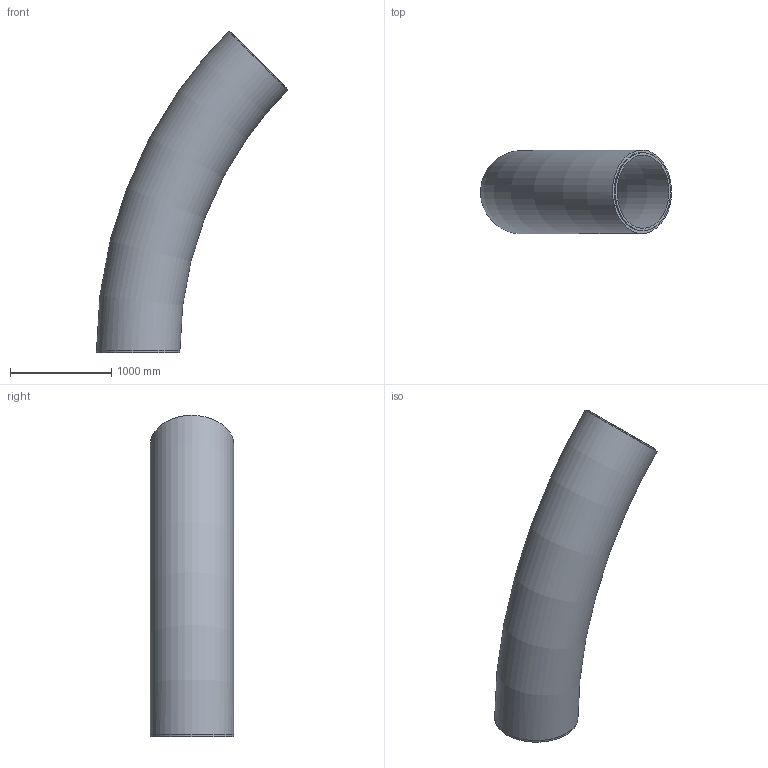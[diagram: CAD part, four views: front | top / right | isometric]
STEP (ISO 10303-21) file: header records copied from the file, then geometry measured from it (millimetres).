
FILE_DESCRIPTION(/* description */ ('28 1/2" ID x 2" WALL x 46° HCWI ELBOW - MALE w/ 23/32" TANGENT, ASTM A532 CLASS III TYPE A, PF#(TBD)'),/* implementation_level */ '2;1');
FILE_NAME(/* name */ 'A1-19027-100-04 HCWI elbow - male - 1-21-20.stp',/* time_stamp */ '2020-01-21T12:05:12-07:00',/* author */ ('Graeme_Van_Dongen'),/* organization */ (''),/* preprocessor_version */ 'ST-DEVELOPER v16.5',/* originating_system */ 'Autodesk Inventor 2017',/* authorisation */ '');
FILE_SCHEMA (('AUTOMOTIVE_DESIGN { 1 0 10303 214 3 1 1 }'));
Length unit declared in the file: inch
Products named in the file (1): A1-19027-100-04 HCWI elbow - male
Bounding box: 1890.25 x 825.5 x 3179.25 mm (x, y, z)
Volume: 396868036.4 mm3; surface area: 15903738.7 mm2
Topology: 1 solids, 1 shells, 14 faces, 28 edges, 18 vertices
Faces by surface type: cylinder 4, plane 4, torus 4, cone 2
Full cylindrical faces by diameter (mm): 723.9 x1, 774.192 x1, 774.7 x1, 825.5 x1
Entity records: 572 total; most frequent: CARTESIAN_POINT 301, DIRECTION 54, EDGE_LOOP 28, ORIENTED_EDGE 28, AXIS2_PLACEMENT_3D 27, FACE_BOUND 14, FACE_OUTER_BOUND 14, VERTEX_POINT 14
